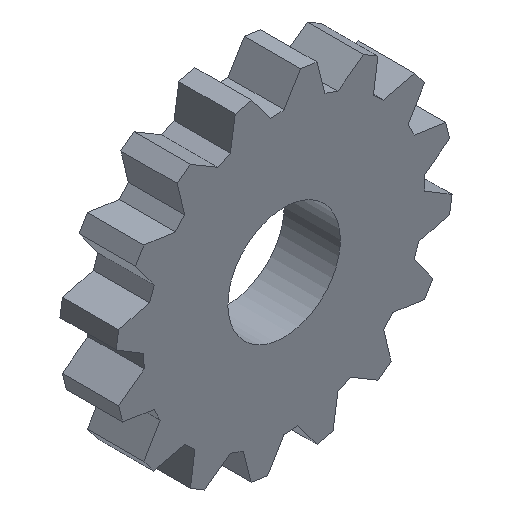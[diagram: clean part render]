
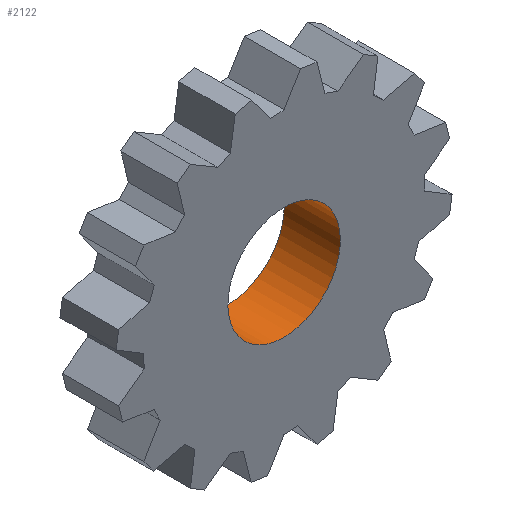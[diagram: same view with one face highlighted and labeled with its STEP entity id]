
A CAD part, isometric view. The second image highlights one B-rep face of the part: STEP entity #2122.
In plain terms, the highlighted free-form (B-spline) face has degree [2, 1] with [9, 2] control points.
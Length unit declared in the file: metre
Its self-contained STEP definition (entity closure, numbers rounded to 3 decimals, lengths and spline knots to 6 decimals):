
#260 = CARTESIAN_POINT('NONE', (0.0508, 0, 0.));
#261 = VERTEX_POINT('NONE', #260);
#262 = CARTESIAN_POINT('NONE', (0.0508, 0.0508, 0.));
#263 = VERTEX_POINT('NONE', #262);
#1032 = CARTESIAN_POINT('NONE', (0.0508, 0, 0.));
#1033 = CARTESIAN_POINT('NONE', (0.0508, 0, 0.0508));
#1034 = CARTESIAN_POINT('NONE', (0., 0, 0.0508));
#1035 = CARTESIAN_POINT('NONE', (-0.0508, 0, 0.0508));
#1036 = CARTESIAN_POINT('NONE', (-0.0508, 0, 0.));
#1037 = CARTESIAN_POINT('NONE', (-0.0508, 0, -0.0508));
#1038 = CARTESIAN_POINT('NONE', (0., 0, -0.0508));
#1039 = CARTESIAN_POINT('NONE', (0.0508, 0, -0.0508));
#1040 = CARTESIAN_POINT('NONE', (0.0508, 0, 0.));
#1041 = (
  BOUNDED_CURVE()
  B_SPLINE_CURVE(2, (#1032, #1033, #1034, #1035, #1036, #1037, #1038, #1039, #1040), .UNSPECIFIED., .F., .F.)
  B_SPLINE_CURVE_WITH_KNOTS((3, 2, 2, 2, 3), (0, 0.25, 0.5, 0.75, 1), .UNSPECIFIED.)
  CURVE()
  GEOMETRIC_REPRESENTATION_ITEM()
  RATIONAL_B_SPLINE_CURVE((1, 0.707, 1, 0.707, 1, 0.707, 1, 0.707, 1))
  REPRESENTATION_ITEM('NONE')
);
#1042 = DIRECTION('NONE', (0, 1, 0));
#1043 = VECTOR('NONE', #1042, 0.0508);
#1044 = CARTESIAN_POINT('NONE', (0.0508, 0, 0.));
#1045 = LINE('NONE', #1044, #1043);
#1046 = CARTESIAN_POINT('NONE', (0.0508, 0.0508, 0.));
#1047 = CARTESIAN_POINT('NONE', (0.0508, 0.0508, 0.0508));
#1048 = CARTESIAN_POINT('NONE', (0., 0.0508, 0.0508));
#1049 = CARTESIAN_POINT('NONE', (-0.0508, 0.0508, 0.0508));
#1050 = CARTESIAN_POINT('NONE', (-0.0508, 0.0508, 0.));
#1051 = CARTESIAN_POINT('NONE', (-0.0508, 0.0508, -0.0508));
#1052 = CARTESIAN_POINT('NONE', (0., 0.0508, -0.0508));
#1053 = CARTESIAN_POINT('NONE', (0.0508, 0.0508, -0.0508));
#1054 = CARTESIAN_POINT('NONE', (0.0508, 0.0508, 0.));
#1055 = (
  BOUNDED_CURVE()
  B_SPLINE_CURVE(2, (#1046, #1047, #1048, #1049, #1050, #1051, #1052, #1053, #1054), .UNSPECIFIED., .F., .F.)
  B_SPLINE_CURVE_WITH_KNOTS((3, 2, 2, 2, 3), (0, 0.25, 0.5, 0.75, 1), .UNSPECIFIED.)
  CURVE()
  GEOMETRIC_REPRESENTATION_ITEM()
  RATIONAL_B_SPLINE_CURVE((1, 0.707, 1, 0.707, 1, 0.707, 1, 0.707, 1))
  REPRESENTATION_ITEM('NONE')
);
#1248 = EDGE_CURVE('NONE', #261, #261, #1041, .T.);
#1249 = EDGE_CURVE('NONE', #261, #263, #1045, .T.);
#1250 = EDGE_CURVE('NONE', #263, #263, #1055, .T.);
#1571 = ORIENTED_EDGE('NONE', *, *, #1248, .T.);
#1572 = ORIENTED_EDGE('NONE', *, *, #1249, .T.);
#1573 = ORIENTED_EDGE('NONE', *, *, #1250, .F.);
#1574 = ORIENTED_EDGE('NONE', *, *, #1249, .F.);
#1575 = EDGE_LOOP('NONE', (#1571, #1572, #1573, #1574));
#1966 = CARTESIAN_POINT('NONE', (0.0508, 0, 0.));
#1967 = CARTESIAN_POINT('NONE', (0.0508, 0.0508, 0.));
#1968 = CARTESIAN_POINT('NONE', (0.0508, 0, 0.0508));
#1969 = CARTESIAN_POINT('NONE', (0.0508, 0.0508, 0.0508));
#1970 = CARTESIAN_POINT('NONE', (0., 0, 0.0508));
#1971 = CARTESIAN_POINT('NONE', (0., 0.0508, 0.0508));
#1972 = CARTESIAN_POINT('NONE', (-0.0508, 0, 0.0508));
#1973 = CARTESIAN_POINT('NONE', (-0.0508, 0.0508, 0.0508));
#1974 = CARTESIAN_POINT('NONE', (-0.0508, 0, 0.));
#1975 = CARTESIAN_POINT('NONE', (-0.0508, 0.0508, 0.));
#1976 = CARTESIAN_POINT('NONE', (-0.0508, 0, -0.0508));
#1977 = CARTESIAN_POINT('NONE', (-0.0508, 0.0508, -0.0508));
#1978 = CARTESIAN_POINT('NONE', (0., 0, -0.0508));
#1979 = CARTESIAN_POINT('NONE', (0., 0.0508, -0.0508));
#1980 = CARTESIAN_POINT('NONE', (0.0508, 0, -0.0508));
#1981 = CARTESIAN_POINT('NONE', (0.0508, 0.0508, -0.0508));
#1982 = CARTESIAN_POINT('NONE', (0.0508, 0, 0.));
#1983 = CARTESIAN_POINT('NONE', (0.0508, 0.0508, 0.));
#1984 = (
  BOUNDED_SURFACE()
  B_SPLINE_SURFACE(2, 1, ((#1966, #1967), (#1968, #1969), (#1970, #1971), (#1972, #1973), (#1974, #1975), (#1976, #1977), (#1978, #1979), (#1980, #1981), (#1982, #1983)), .UNSPECIFIED., .F., .F., .F.)
  B_SPLINE_SURFACE_WITH_KNOTS((3, 2, 2, 2, 3), (2, 2), (0, 0.25, 0.5, 0.75, 1), (0, 2), .UNSPECIFIED.)
  GEOMETRIC_REPRESENTATION_ITEM()
  RATIONAL_B_SPLINE_SURFACE(((1, 1), (0.707, 0.707), (1, 1), (0.707, 0.707), (1, 1), (0.707, 0.707), (1, 1), (0.707, 0.707), (1, 1)))
  REPRESENTATION_ITEM('NONE')
  SURFACE()
);
#2121 = FACE_OUTER_BOUND('NONE', #1575, .T.);
#2122 = ADVANCED_FACE('NONE', (#2121), #1984, .T.);
